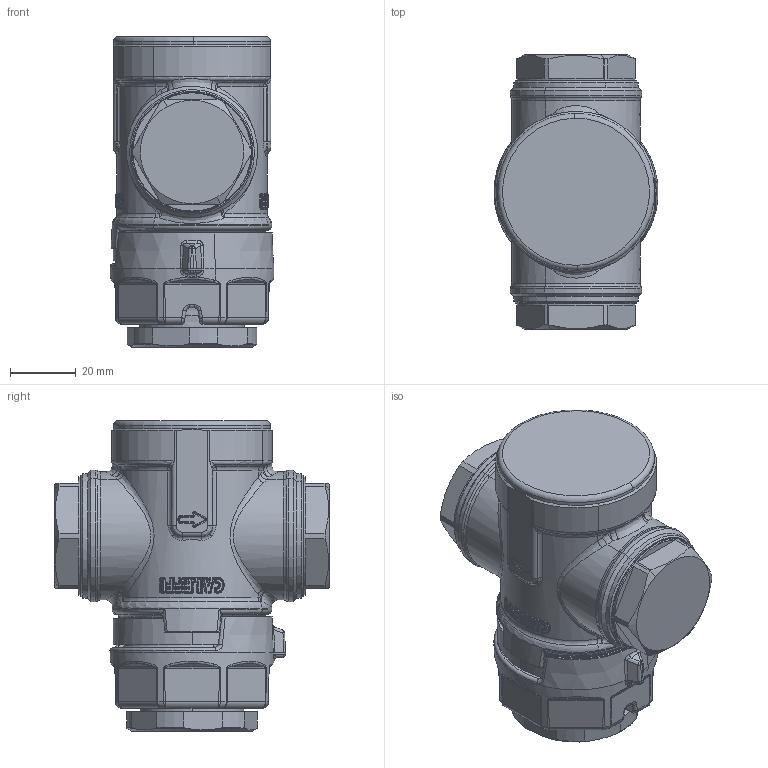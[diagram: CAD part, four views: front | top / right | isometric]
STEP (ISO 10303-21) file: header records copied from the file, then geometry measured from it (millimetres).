
FILE_DESCRIPTION(('CATIA V5 STEP Exchange','CAx-IF Rec.Pracs.--- Model Styling and Organization---1.5--- 2016-08-15','CAx-IF Rec.Pracs.---Supplemental Geometry---1.0---2011-11-01','CAx-IF Rec.Pracs.--- Composite Materials ---3.4---2017-06-13','CAx-IF Rec.Pracs.---Tessellated 3D Geometry---1.0---2015-12-17'),'2;1');
FILE_NAME('STEP_577105_-_TST.stp','2024-11-21T13:19:10+00:00',('none'),('none'),'CATIA Version 5-6 Release 2020 SP5','CATIA V5 STEP AP242 v2','none');
FILE_SCHEMA(('AP242_MANAGED_MODEL_BASED_3D_ENGINEERING_MIM_LF {1 0 10303 442 1 1 4}'));
Products named in the file (1): 577105 - TST
Bounding box: 49.91 x 83.6 x 94.6 mm (x, y, z)
Volume: 208051.8 mm3; surface area: 24338.5 mm2
Topology: 1 solids, 1 shells, 1380 faces, 3254 edges, 1745 vertices
Faces by surface type: bspline 738, cylinder 241, plane 139, sphere 118, torus 91, cone 53
Entity records: 83898 total; most frequent: CARTESIAN_POINT 60440, ORIENTED_EDGE 6216, EDGE_CURVE 3108, DIRECTION 2125, B_SPLINE_CURVE_WITH_KNOTS 2041, VERTEX_POINT 1745, EDGE_LOOP 1395, ADVANCED_FACE 1380
